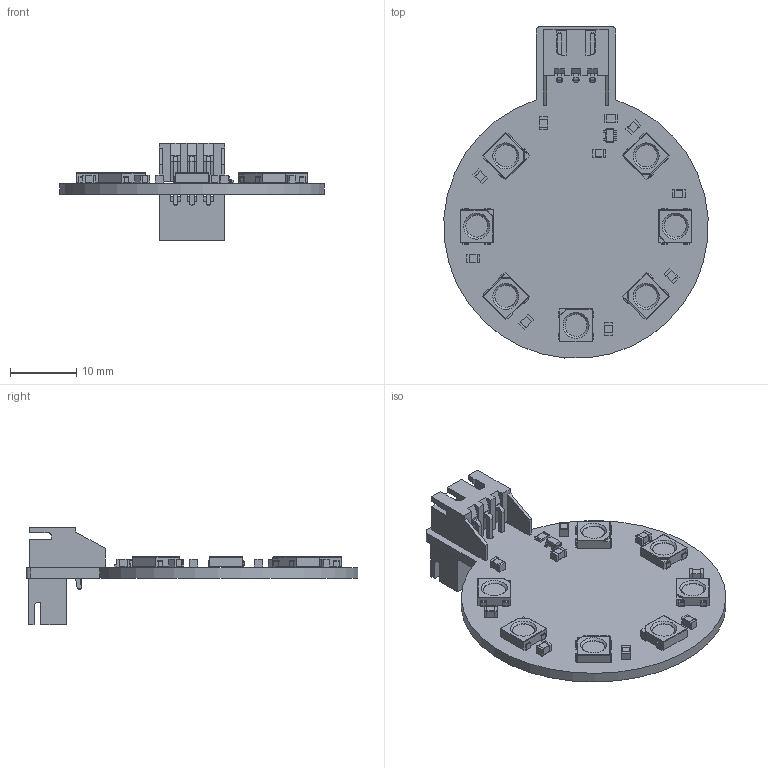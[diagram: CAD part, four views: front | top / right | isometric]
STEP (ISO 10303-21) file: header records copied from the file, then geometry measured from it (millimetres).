
FILE_DESCRIPTION(('KiCad electronic assembly'),'2;1');
FILE_NAME('PCB-0003-00_RingLight.step','2022-02-23T10:18:11',('Pcbnew'), ('Kicad'),'Open CASCADE STEP processor 7.6','KiCad to STEP converter', 'Unknown');
FILE_SCHEMA(('AUTOMOTIVE_DESIGN { 1 0 10303 214 1 1 1 1 }'));
Length unit declared in the file: millimetre
Products named in the file (14): PCB-0003-00_RingLight 1; LED_WS2812B_PLCC4_5.0x5.0mm_P3.2mm; SOLID; C_0805_2012Metric; JST_XH_S3B-XH-A-1_1x03_P2.50mm_Horizontal; R_0805_2012Metric; SOT-353_SC-70-5; JST_XH_B3B-XH-A_1x03_P2.50mm_Vertical; _autosave-ringLight PCB
Assembly tree (27 placements, depth 3):
  PCB-0003-00_RingLight 1
    LED_WS2812B_PLCC4_5.0x5.0mm_P3.2mm  x7
      SOLID
    C_0805_2012Metric  x9
      SOLID
    JST_XH_S3B-XH-A-1_1x03_P2.50mm_Horizontal
      SOLID
    R_0805_2012Metric
      SOLID
    SOT-353_SC-70-5
      SOLID
    JST_XH_B3B-XH-A_1x03_P2.50mm_Vertical
      SOLID
    _autosave-ringLight PCB
Bounding box: 39.92 x 50.18 x 14.8 mm (x, y, z)
Volume: 2906.1 mm3; surface area: 4964.7 mm2
Topology: 21 solids, 21 shells, 1126 faces, 3089 edges, 2014 vertices
Faces by surface type: bspline 1112, cylinder 9, plane 5
Full cylindrical faces by diameter (mm): 0.95 x6
Entity records: 32378 total; most frequent: CARTESIAN_POINT 11474, B_SPLINE_CURVE_WITH_KNOTS 3523, ORIENTED_EDGE 2614, PCURVE 2614, DEFINITIONAL_REPRESENTATION 2614, EDGE_CURVE 1307, SURFACE_CURVE 1299, VERTEX_POINT 838
